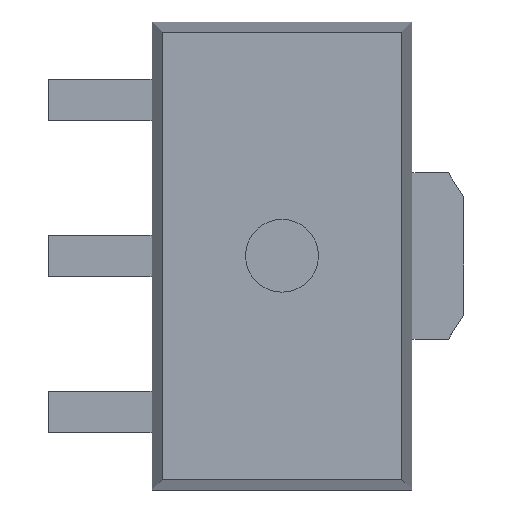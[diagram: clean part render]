
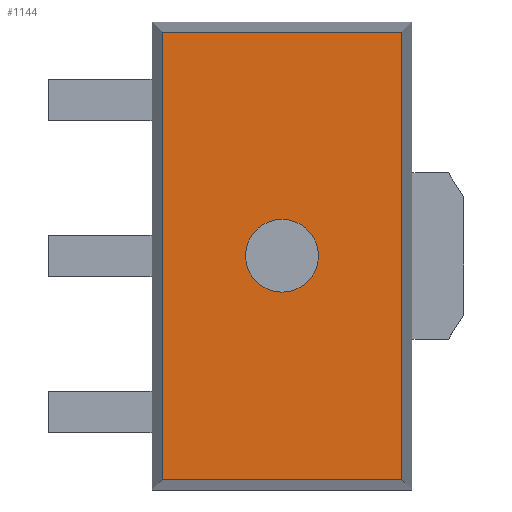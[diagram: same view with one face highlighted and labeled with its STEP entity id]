
A CAD part, top view. The second image highlights one B-rep face of the part: STEP entity #1144.
In plain terms, the highlighted planar face has unit normal (0, 0, 1).
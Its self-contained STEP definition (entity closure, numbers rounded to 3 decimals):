
#721 = VERTEX_POINT('',#722);
#722 = CARTESIAN_POINT('',(1.4,-2.15,1.52));
#730 = VERTEX_POINT('',#731);
#731 = CARTESIAN_POINT('',(1.4,2.15,1.52));
#737 = EDGE_CURVE('',#721,#730,#738,.T.);
#738 = LINE('',#739,#740);
#739 = CARTESIAN_POINT('',(1.4,-2.25,1.52));
#740 = VECTOR('',#741,1.);
#741 = DIRECTION('',(0.,1.,0.));
#1004 = VERTEX_POINT('',#1005);
#1005 = CARTESIAN_POINT('',(-0.9,-2.15,1.52));
#1013 = EDGE_CURVE('',#1004,#721,#1014,.T.);
#1014 = LINE('',#1015,#1016);
#1015 = CARTESIAN_POINT('',(-1.,-2.15,1.52));
#1016 = VECTOR('',#1017,1.);
#1017 = DIRECTION('',(1.,0.,0.));
#1127 = VERTEX_POINT('',#1128);
#1128 = CARTESIAN_POINT('',(-0.9,2.15,1.52));
#1134 = EDGE_CURVE('',#730,#1127,#1135,.T.);
#1135 = LINE('',#1136,#1137);
#1136 = CARTESIAN_POINT('',(1.5,2.15,1.52));
#1137 = VECTOR('',#1138,1.);
#1138 = DIRECTION('',(-1.,0.,0.));
#1144 = ADVANCED_FACE('',(#1145,#1156),#1167,.F.);
#1145 = FACE_BOUND('',#1146,.F.);
#1146 = EDGE_LOOP('',(#1147,#1148,#1149,#1155));
#1147 = ORIENTED_EDGE('',*,*,#737,.F.);
#1148 = ORIENTED_EDGE('',*,*,#1013,.F.);
#1149 = ORIENTED_EDGE('',*,*,#1150,.F.);
#1150 = EDGE_CURVE('',#1127,#1004,#1151,.T.);
#1151 = LINE('',#1152,#1153);
#1152 = CARTESIAN_POINT('',(-0.9,2.25,1.52));
#1153 = VECTOR('',#1154,1.);
#1154 = DIRECTION('',(0.,-1.,0.));
#1155 = ORIENTED_EDGE('',*,*,#1134,.F.);
#1156 = FACE_BOUND('',#1157,.F.);
#1157 = EDGE_LOOP('',(#1158));
#1158 = ORIENTED_EDGE('',*,*,#1159,.F.);
#1159 = EDGE_CURVE('',#1160,#1160,#1162,.T.);
#1160 = VERTEX_POINT('',#1161);
#1161 = CARTESIAN_POINT('',(-0.1,0.,1.52));
#1162 = CIRCLE('',#1163,0.35);
#1163 = AXIS2_PLACEMENT_3D('',#1164,#1165,#1166);
#1164 = CARTESIAN_POINT('',(0.25,0.,1.52));
#1165 = DIRECTION('',(0.,0.,-1.));
#1166 = DIRECTION('',(-1.,0.,0.));
#1167 = PLANE('',#1168);
#1168 = AXIS2_PLACEMENT_3D('',#1169,#1170,#1171);
#1169 = CARTESIAN_POINT('',(-1.,-2.25,1.52));
#1170 = DIRECTION('',(0.,0.,-1.));
#1171 = DIRECTION('',(-1.,0.,0.));
